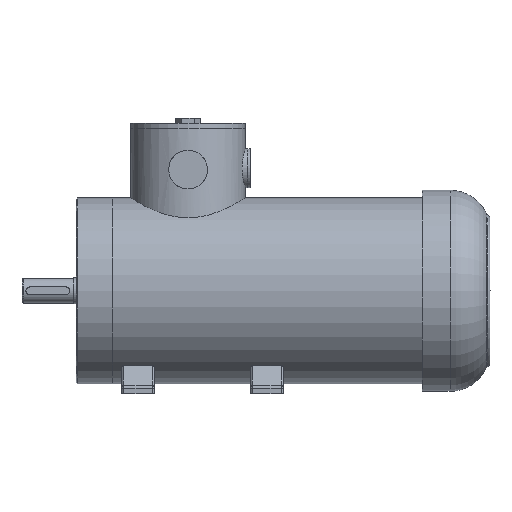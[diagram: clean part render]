
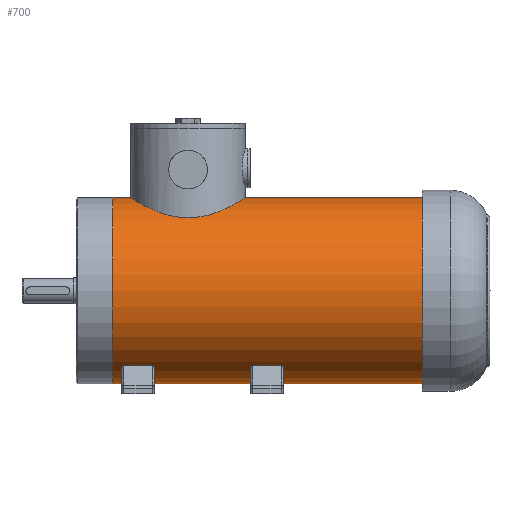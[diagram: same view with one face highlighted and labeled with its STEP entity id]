
A CAD part, left-side view. The second image highlights one B-rep face of the part: STEP entity #700.
In plain terms, the highlighted cylindrical face has radius 72 mm (diameter 144 mm), a full revolution.
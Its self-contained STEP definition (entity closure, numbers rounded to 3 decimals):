
#700=ADVANCED_FACE('', (#710,#720), #730, .T.);
#21400=AXIS2_PLACEMENT_3D('Ax2Pl3d', #21410, #21420, #21430);
#21520=AXIS2_PLACEMENT_3D('Ax2Pl3d', #21530, #21540, #21550);
#21600=AXIS2_PLACEMENT_3D('Ax2Pl3d', #21610, #21620, #21630);
#21410=CARTESIAN_POINT('HicPkt', (241.513,86.302,
-29.053));
#99960=CARTESIAN_POINT('', (241.513,86.302,42.947));
#21530=CARTESIAN_POINT('HicPkt', (241.513,-153.698,
-29.053));
#99980=CARTESIAN_POINT('', (241.513,-153.698,42.947))
;
#21610=CARTESIAN_POINT('HicPkt', (241.513,-153.698,
-29.053));
#121650=CIRCLE('Circle', #21400, 72.);
#121670=CIRCLE('Circle', #21520, 72.);
#730=CYLINDRICAL_SURFACE('Zyl', #21600, 72.);
#21420=DIRECTION('Axis', (0.,1.,0.))
;
#21430=DIRECTION('RefDirection', (0.,
0.,-1.));
#21540=DIRECTION('Axis', (0.,1.,0.))
;
#21550=DIRECTION('RefDirection', (0.,
0.,-1.));
#21620=DIRECTION('Axis', (0.,1.,0.))
;
#21630=DIRECTION('RefDirection', (0.,
0.,-1.));
#179710=EDGE_CURVE('', #179720, #179720, #121650, .T.);
#179750=EDGE_CURVE('', #179760, #179760, #121670, .T.);
#217560=EDGE_LOOP('Edge_loop', (#217570));
#217580=EDGE_LOOP('Edge_loop', (#217590));
#720=FACE_BOUND('', #217580, .T.);
#710=FACE_OUTER_BOUND('Face_outer_bound', #217560, .T.);
#217570=ORIENTED_EDGE('', *, *, #179710, .F.);
#217590=ORIENTED_EDGE('', *, *, #179750, .T.);
#179720=VERTEX_POINT('', #99960);
#179760=VERTEX_POINT('', #99980);
